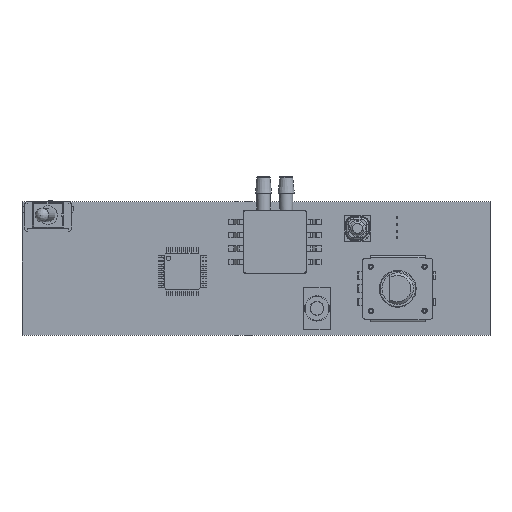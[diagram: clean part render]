
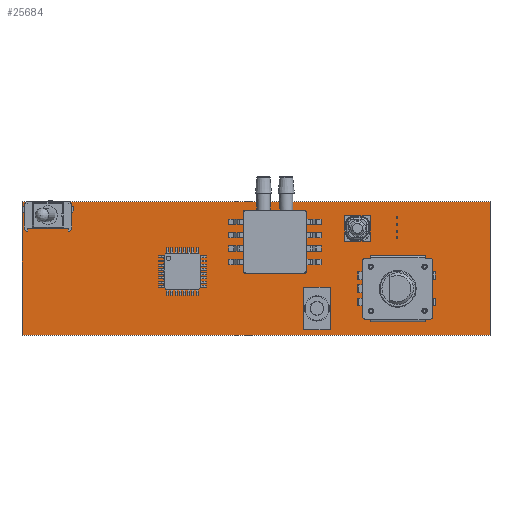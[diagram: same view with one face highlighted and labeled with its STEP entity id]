
A CAD part, top view. The second image highlights one B-rep face of the part: STEP entity #25684.
In plain terms, the highlighted planar face has unit normal (0, 0, 1).
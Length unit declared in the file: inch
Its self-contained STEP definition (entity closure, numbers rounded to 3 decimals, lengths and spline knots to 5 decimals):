
#2319=FACE_OUTER_BOUND('',#3753,.T.);
#3753=EDGE_LOOP('',(#17103,#17104,#17105,#17106));
#5246=LINE('',#37067,#7999);
#5250=LINE('',#37075,#8003);
#5253=LINE('',#37081,#8006);
#5256=LINE('',#37086,#8009);
#7999=VECTOR('',#29717,0.3937);
#8003=VECTOR('',#29723,0.3937);
#8006=VECTOR('',#29728,0.3937);
#8009=VECTOR('',#29733,0.3937);
#10752=VERTEX_POINT('',#37065);
#10753=VERTEX_POINT('',#37066);
#10756=VERTEX_POINT('',#37074);
#10758=VERTEX_POINT('',#37080);
#13245=EDGE_CURVE('',#10752,#10753,#5246,.T.);
#13249=EDGE_CURVE('',#10753,#10756,#5250,.T.);
#13252=EDGE_CURVE('',#10756,#10758,#5253,.T.);
#13255=EDGE_CURVE('',#10758,#10752,#5256,.T.);
#17103=ORIENTED_EDGE('',*,*,#13255,.T.);
#17104=ORIENTED_EDGE('',*,*,#13245,.T.);
#17105=ORIENTED_EDGE('',*,*,#13249,.T.);
#17106=ORIENTED_EDGE('',*,*,#13252,.T.);
#24775=PLANE('',#27418);
#25684=ADVANCED_FACE('',(#2319),#24775,.T.);
#27418=AXIS2_PLACEMENT_3D('',#37088,#29735,#29736);
#29717=DIRECTION('',(0.,1.,0.));
#29723=DIRECTION('',(-1.,0.,0.));
#29728=DIRECTION('',(0.,-1.,0.));
#29733=DIRECTION('',(1.,0.,0.));
#29735=DIRECTION('center_axis',(0.,0.,1.));
#29736=DIRECTION('ref_axis',(1.,0.,0.));
#37065=CARTESIAN_POINT('',(1.75,-0.5,0.));
#37066=CARTESIAN_POINT('',(1.75,0.5,0.));
#37067=CARTESIAN_POINT('',(1.75,-0.5,0.));
#37074=CARTESIAN_POINT('',(-1.75,0.5,0.));
#37075=CARTESIAN_POINT('',(1.75,0.5,0.));
#37080=CARTESIAN_POINT('',(-1.75,-0.5,0.));
#37081=CARTESIAN_POINT('',(-1.75,0.5,0.));
#37086=CARTESIAN_POINT('',(-1.75,-0.5,0.));
#37088=CARTESIAN_POINT('Origin',(0.,0.,0.));
